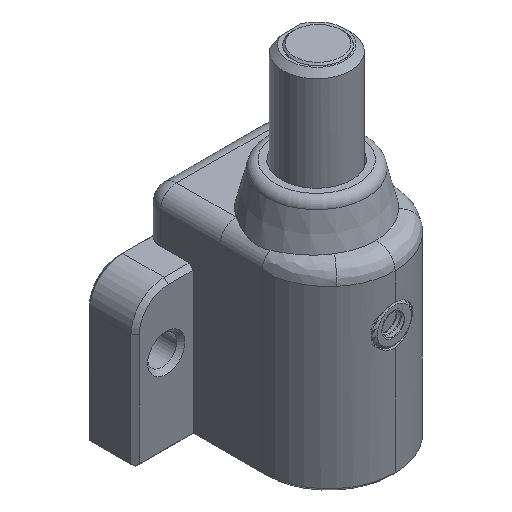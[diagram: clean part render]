
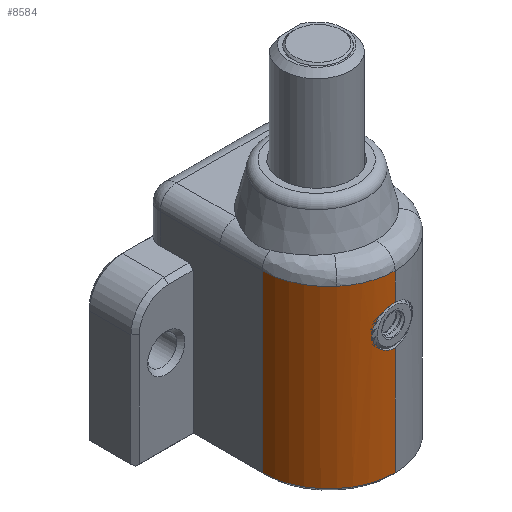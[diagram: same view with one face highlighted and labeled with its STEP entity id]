
A CAD part, isometric view. The second image highlights one B-rep face of the part: STEP entity #8584.
In plain terms, the highlighted cylindrical face has radius 8 mm (diameter 16 mm), a partial arc.
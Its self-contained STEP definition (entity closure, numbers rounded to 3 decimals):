
#602=FACE_OUTER_BOUND('',#1135,.T.);
#1135=EDGE_LOOP('',(#5975,#5976,#5977,#5978,#5979,#5980,#5981,#5982,#5983));
#1639=B_SPLINE_CURVE_WITH_KNOTS('',3,(#12589,#12590,#12591,#12592,#12593,
#12594,#12595,#12596,#12597,#12598,#12599,#12600,#12601,#12602,#12603,#12604,
#12605,#12606,#12607,#12608,#12609),.UNSPECIFIED.,.F.,.F.,(4,2,2,2,2,3,
2,2,2,4),(1.062,1.069,1.158,1.247,
1.336,1.425,1.515,1.604,1.693,
1.782),.UNSPECIFIED.);
#1640=B_SPLINE_CURVE_WITH_KNOTS('',3,(#12611,#12612,#12613,#12614),
 .UNSPECIFIED.,.F.,.F.,(4,4),(1.782,1.789),
 .UNSPECIFIED.);
#2207=CIRCLE('',#9276,8.);
#2209=CIRCLE('',#9279,8.);
#2216=CIRCLE('',#9290,8.);
#2622=LINE('',#12374,#3044);
#2628=LINE('',#12585,#3050);
#2629=LINE('',#12587,#3051);
#2630=LINE('',#12615,#3052);
#3044=VECTOR('',#10262,8.);
#3050=VECTOR('',#10306,10.);
#3051=VECTOR('',#10307,10.);
#3052=VECTOR('',#10308,10.);
#3489=VERTEX_POINT('',#12371);
#3490=VERTEX_POINT('',#12373);
#3493=VERTEX_POINT('',#12414);
#3496=VERTEX_POINT('',#12475);
#3505=VERTEX_POINT('',#12582);
#3506=VERTEX_POINT('',#12584);
#3507=VERTEX_POINT('',#12586);
#3508=VERTEX_POINT('',#12588);
#3509=VERTEX_POINT('',#12610);
#4421=EDGE_CURVE('',#3489,#3490,#2622,.T.);
#4429=EDGE_CURVE('',#3496,#3493,#2207,.T.);
#4434=EDGE_CURVE('',#3490,#3496,#2209,.T.);
#4447=EDGE_CURVE('',#3505,#3489,#2216,.T.);
#4448=EDGE_CURVE('',#3505,#3506,#2628,.T.);
#4449=EDGE_CURVE('',#3506,#3507,#2629,.T.);
#4450=EDGE_CURVE('',#3507,#3508,#1639,.T.);
#4451=EDGE_CURVE('',#3508,#3509,#1640,.T.);
#4452=EDGE_CURVE('',#3493,#3509,#2630,.T.);
#5975=ORIENTED_EDGE('',*,*,#4434,.F.);
#5976=ORIENTED_EDGE('',*,*,#4421,.F.);
#5977=ORIENTED_EDGE('',*,*,#4447,.F.);
#5978=ORIENTED_EDGE('',*,*,#4448,.T.);
#5979=ORIENTED_EDGE('',*,*,#4449,.T.);
#5980=ORIENTED_EDGE('',*,*,#4450,.T.);
#5981=ORIENTED_EDGE('',*,*,#4451,.T.);
#5982=ORIENTED_EDGE('',*,*,#4452,.F.);
#5983=ORIENTED_EDGE('',*,*,#4429,.F.);
#8371=CYLINDRICAL_SURFACE('',#9289,8.);
#8584=ADVANCED_FACE('',(#602),#8371,.T.);
#9276=AXIS2_PLACEMENT_3D('',#12477,#10272,#10273);
#9279=AXIS2_PLACEMENT_3D('',#12525,#10278,#10279);
#9289=AXIS2_PLACEMENT_3D('',#12581,#10302,#10303);
#9290=AXIS2_PLACEMENT_3D('',#12583,#10304,#10305);
#10262=DIRECTION('',(0.,0.,1.));
#10272=DIRECTION('center_axis',(0.,0.,
1.));
#10273=DIRECTION('ref_axis',(-0.707,0.707,0.));
#10278=DIRECTION('center_axis',(0.,0.,
1.));
#10279=DIRECTION('ref_axis',(-0.707,0.707,0.));
#10302=DIRECTION('center_axis',(0.,0.,
1.));
#10303=DIRECTION('ref_axis',(-0.707,-0.707,0.));
#10304=DIRECTION('center_axis',(0.,0.,
-1.));
#10305=DIRECTION('ref_axis',(0.707,-0.707,0.));
#10306=DIRECTION('',(0.,0.,1.));
#10307=DIRECTION('',(0.,0.,1.));
#10308=DIRECTION('',(0.,0.,-1.));
#12371=CARTESIAN_POINT('',(13.438,2.965,-17.523));
#12373=CARTESIAN_POINT('',(13.438,2.965,3.577));
#12374=CARTESIAN_POINT('',(13.438,2.965,-9.923));
#12414=CARTESIAN_POINT('',(21.439,-5.035,3.577));
#12475=CARTESIAN_POINT('',(16.278,-3.149,3.577));
#12477=CARTESIAN_POINT('Origin',(21.438,2.965,3.577));
#12525=CARTESIAN_POINT('Origin',(21.438,2.965,3.577));
#12581=CARTESIAN_POINT('Origin',(21.438,2.965,-9.923));
#12582=CARTESIAN_POINT('',(21.439,-5.035,-17.523));
#12583=CARTESIAN_POINT('Origin',(21.438,2.965,-17.523));
#12584=CARTESIAN_POINT('',(21.438,-5.035,-13.703));
#12585=CARTESIAN_POINT('',(21.438,-5.035,-9.923));
#12586=CARTESIAN_POINT('',(21.439,-5.035,-4.446));
#12587=CARTESIAN_POINT('',(21.438,-5.035,-9.923));
#12588=CARTESIAN_POINT('',(21.366,-5.035,0.253));
#12589=CARTESIAN_POINT('Ctrl Pts',(21.438,-5.035,-4.446));
#12590=CARTESIAN_POINT('Ctrl Pts',(21.414,-5.035,-4.447));
#12591=CARTESIAN_POINT('Ctrl Pts',(21.39,-5.035,-4.447));
#12592=CARTESIAN_POINT('Ctrl Pts',(21.069,-5.032,-4.447));
#12593=CARTESIAN_POINT('Ctrl Pts',(20.753,-5.011,-4.388));
#12594=CARTESIAN_POINT('Ctrl Pts',(20.174,-4.94,-4.147));
#12595=CARTESIAN_POINT('Ctrl Pts',(19.911,-4.891,-3.966));
#12596=CARTESIAN_POINT('Ctrl Pts',(19.496,-4.799,-3.551));
#12597=CARTESIAN_POINT('Ctrl Pts',(19.316,-4.75,-3.288));
#12598=CARTESIAN_POINT('Ctrl Pts',(19.076,-4.68,-2.71));
#12599=CARTESIAN_POINT('Ctrl Pts',(19.016,-4.66,-2.394));
#12600=CARTESIAN_POINT('Ctrl Pts',(19.016,-4.66,-2.097));
#12601=CARTESIAN_POINT('Ctrl Pts',(19.016,-4.66,-1.8));
#12602=CARTESIAN_POINT('Ctrl Pts',(19.076,-4.68,-1.485));
#12603=CARTESIAN_POINT('Ctrl Pts',(19.316,-4.75,-0.906));
#12604=CARTESIAN_POINT('Ctrl Pts',(19.497,-4.799,-0.643));
#12605=CARTESIAN_POINT('Ctrl Pts',(19.912,-4.891,-0.228));
#12606=CARTESIAN_POINT('Ctrl Pts',(20.175,-4.94,-0.048));
#12607=CARTESIAN_POINT('Ctrl Pts',(20.753,-5.011,0.193));
#12608=CARTESIAN_POINT('Ctrl Pts',(21.069,-5.032,0.253));
#12609=CARTESIAN_POINT('Ctrl Pts',(21.366,-5.035,0.253));
#12610=CARTESIAN_POINT('',(21.439,-5.035,0.252));
#12611=CARTESIAN_POINT('Ctrl Pts',(21.366,-5.035,0.253));
#12612=CARTESIAN_POINT('Ctrl Pts',(21.39,-5.035,0.253));
#12613=CARTESIAN_POINT('Ctrl Pts',(21.414,-5.035,0.252));
#12614=CARTESIAN_POINT('Ctrl Pts',(21.438,-5.035,0.252));
#12615=CARTESIAN_POINT('',(21.439,-5.035,-9.173));
